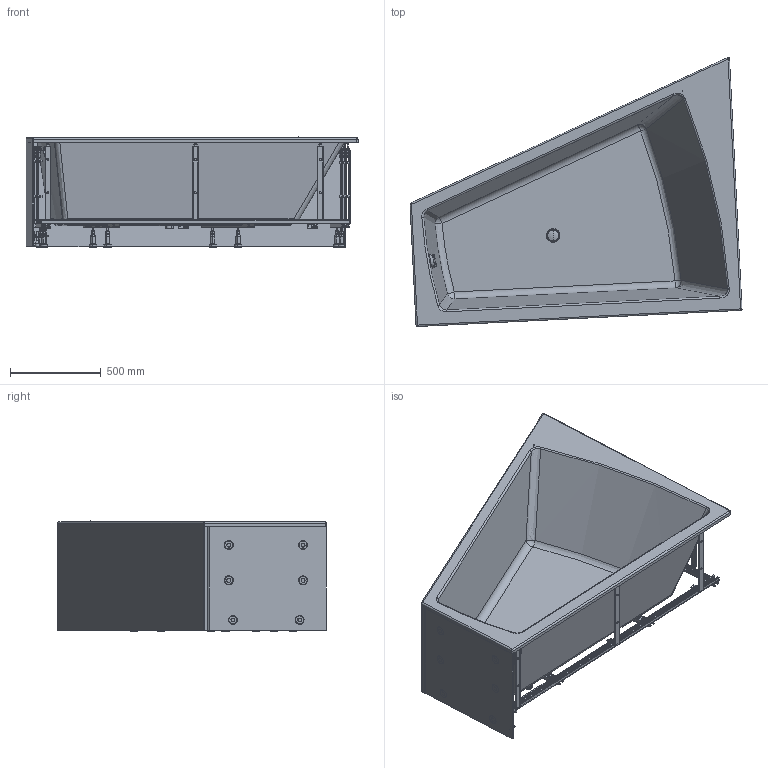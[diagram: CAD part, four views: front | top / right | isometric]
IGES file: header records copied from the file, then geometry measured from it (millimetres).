
Global section: file name: No Iges File Name specified; native system: Autodesk Inventor 2011; preprocessor: AutoDesk Inventor Iges Exporter R2011; author: Administrator; date: 20121106.103253; units: millimetre
Bounding box: 1831.16 x 1484.22 x 608.25 mm (x, y, z)
Volume: 74752373.2 mm3; surface area: 11878534.7 mm2
Topology: 52 solids, 60 shells, 2517 faces, 6275 edges, 4056 vertices
Faces by surface type: plane 1413, revolution 501, cylinder 457, bspline 92, cone 38, torus 12, sphere 4
